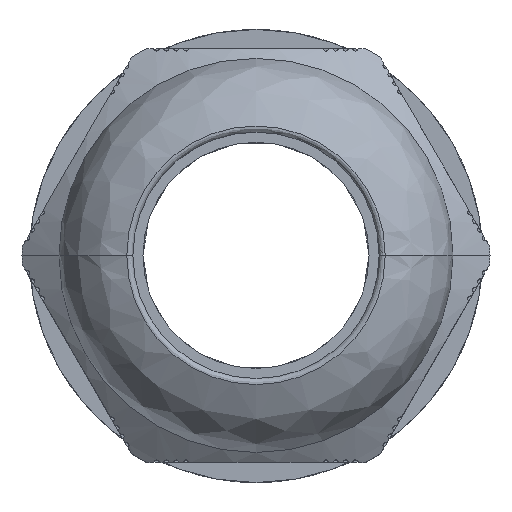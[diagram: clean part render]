
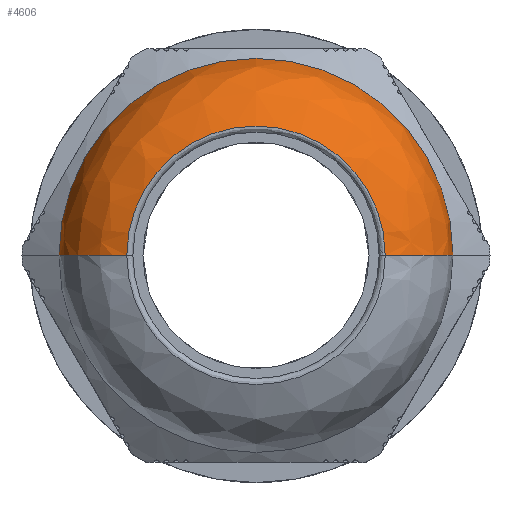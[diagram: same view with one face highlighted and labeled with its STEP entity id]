
A CAD part, top view. The second image highlights one B-rep face of the part: STEP entity #4606.
In plain terms, the highlighted free-form (B-spline) face has degree [3, 3] with [4, 4] control points.
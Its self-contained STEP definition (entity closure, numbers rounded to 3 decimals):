
#223 = VERTEX_POINT ( 'NONE', #4397 ) ;
#240 = VERTEX_POINT ( 'NONE', #4422 ) ;
#316 = VERTEX_POINT ( 'NONE', #4234 ) ;
#318 = VERTEX_POINT ( 'NONE', #4251 ) ;
#434 = EDGE_CURVE ( 'NONE', #318, #223, #2517, .T. ) ;
#504 = EDGE_CURVE ( 'NONE', #316, #240, #2480, .T. ) ;
#650 = EDGE_CURVE ( 'NONE', #240, #223, #2600, .T. ) ;
#901 = EDGE_LOOP ( 'NONE', ( #14669, #14659, #14653, #14718 ) ) ;
#2479 = AXIS2_PLACEMENT_3D ( 'NONE', #3373, #3353, #3354 ) ;
#2480 = CIRCLE ( 'NONE', #2481, 9. ) ;
#2481 = AXIS2_PLACEMENT_3D ( 'NONE', #3499, #3502, #3544 ) ;
#2517 = CIRCLE ( 'NONE', #2479, 9. ) ;
#2600 = CIRCLE ( 'NONE', #2617, 20. ) ;
#2617 = AXIS2_PLACEMENT_3D ( 'NONE', #4098, #4141, #4142 ) ;
#2855 = CIRCLE ( 'NONE', #2856, 13.118 ) ;
#2856 = AXIS2_PLACEMENT_3D ( 'NONE', #11451, #11425, #11449 ) ;
#3353 = DIRECTION ( 'NONE',  ( 0., -1., 0. ) ) ;
#3354 = DIRECTION ( 'NONE',  ( -1., 0., 0. ) ) ;
#3373 = CARTESIAN_POINT ( 'NONE',  ( -11., 0., 43.553 ) ) ;
#3499 = CARTESIAN_POINT ( 'NONE',  ( 11., 0., 43.553 ) ) ;
#3502 = DIRECTION ( 'NONE',  ( 0., 1., 0. ) ) ;
#3544 = DIRECTION ( 'NONE',  ( 1., 0., 0. ) ) ;
#4098 = CARTESIAN_POINT ( 'NONE',  ( 0., 0., 43.553 ) ) ;
#4141 = DIRECTION ( 'NONE',  ( 0., 0., 1. ) ) ;
#4142 = DIRECTION ( 'NONE',  ( 1., 0., 0. ) ) ;
#4234 = CARTESIAN_POINT ( 'NONE',  ( 13.118, 0., 52.3 ) ) ;
#4251 = CARTESIAN_POINT ( 'NONE',  ( -13.118, 0., 52.3 ) ) ;
#4397 = CARTESIAN_POINT ( 'NONE',  ( -20., 0., 43.553 ) ) ;
#4422 = CARTESIAN_POINT ( 'NONE',  ( 20., 0., 43.553 ) ) ;
#4606 = ADVANCED_FACE ( 'NONE', ( #7514 ), #6803, .T. ) ;
#4772 = EDGE_CURVE ( 'NONE', #316, #318, #2855, .T. ) ;
#6803 =( BOUNDED_SURFACE ( )  B_SPLINE_SURFACE ( 3, 3, ( 
 ( #7570, #7594, #7603, #7558 ),
 ( #7516, #7548, #7593, #7512 ),
 ( #7587, #7572, #7553, #7605 ),
 ( #7578, #7580, #7509, #7538 ) ),
 .UNSPECIFIED., .F., .F., .T. ) 
 B_SPLINE_SURFACE_WITH_KNOTS ( ( 4, 4 ),
 ( 4, 4 ),
 ( 0., 1. ),
 ( 0., 1. ),
 .UNSPECIFIED. ) 
 GEOMETRIC_REPRESENTATION_ITEM ( )  RATIONAL_B_SPLINE_SURFACE ( (
 ( 1., 0.333, 0.333, 1.),
 ( 0.857, 0.286, 0.286, 0.857),
 ( 0.857, 0.286, 0.286, 0.857),
 ( 1., 0.333, 0.333, 1.) ) ) 
 REPRESENTATION_ITEM ( '' )  SURFACE ( )  );
#7509 = CARTESIAN_POINT ( 'NONE',  ( -20., 40., 43.553 ) ) ;
#7512 = CARTESIAN_POINT ( 'NONE',  ( -17.324, 0., 51.282 ) ) ;
#7514 = FACE_OUTER_BOUND ( 'NONE', #901, .T. ) ;
#7516 = CARTESIAN_POINT ( 'NONE',  ( 17.324, 0., 51.282 ) ) ;
#7538 = CARTESIAN_POINT ( 'NONE',  ( -20., 0., 43.553 ) ) ;
#7548 = CARTESIAN_POINT ( 'NONE',  ( 17.324, 34.648, 51.282 ) ) ;
#7553 = CARTESIAN_POINT ( 'NONE',  ( -20., 40., 47.881 ) ) ;
#7558 = CARTESIAN_POINT ( 'NONE',  ( -13.118, 0., 52.3 ) ) ;
#7570 = CARTESIAN_POINT ( 'NONE',  ( 13.118, 0., 52.3 ) ) ;
#7572 = CARTESIAN_POINT ( 'NONE',  ( 20., 40., 47.881 ) ) ;
#7578 = CARTESIAN_POINT ( 'NONE',  ( 20., 0., 43.553 ) ) ;
#7580 = CARTESIAN_POINT ( 'NONE',  ( 20., 40., 43.553 ) ) ;
#7587 = CARTESIAN_POINT ( 'NONE',  ( 20., 0., 47.881 ) ) ;
#7593 = CARTESIAN_POINT ( 'NONE',  ( -17.324, 34.648, 51.282 ) ) ;
#7594 = CARTESIAN_POINT ( 'NONE',  ( 13.118, 26.235, 52.3 ) ) ;
#7603 = CARTESIAN_POINT ( 'NONE',  ( -13.118, 26.235, 52.3 ) ) ;
#7605 = CARTESIAN_POINT ( 'NONE',  ( -20., 0., 47.881 ) ) ;
#11425 = DIRECTION ( 'NONE',  ( 0., 0., 1. ) ) ;
#11449 = DIRECTION ( 'NONE',  ( -1., 0., 0. ) ) ;
#11451 = CARTESIAN_POINT ( 'NONE',  ( 0., 0., 52.3 ) ) ;
#14653 = ORIENTED_EDGE ( 'NONE', *, *, #504, .T. ) ;
#14659 = ORIENTED_EDGE ( 'NONE', *, *, #4772, .F. ) ;
#14669 = ORIENTED_EDGE ( 'NONE', *, *, #434, .F. ) ;
#14718 = ORIENTED_EDGE ( 'NONE', *, *, #650, .T. ) ;
